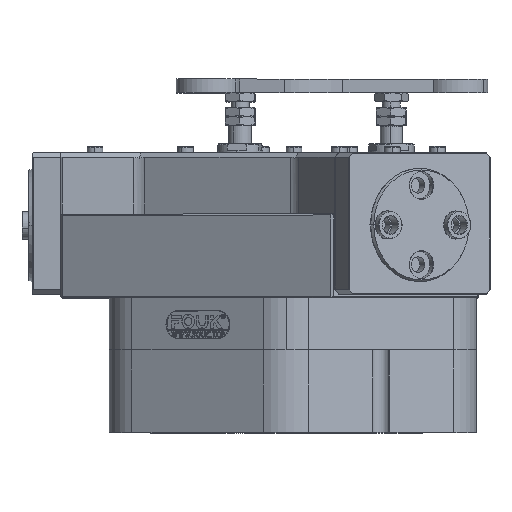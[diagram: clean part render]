
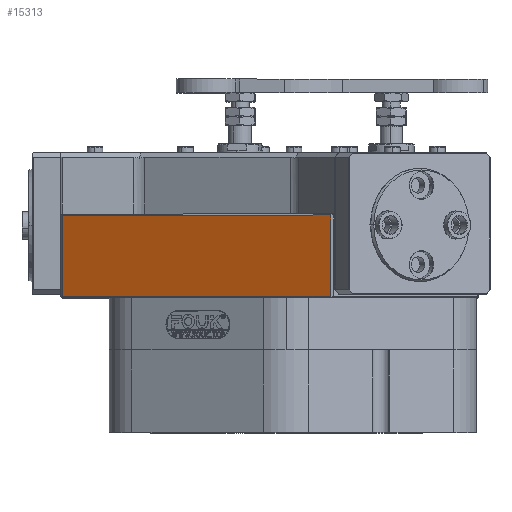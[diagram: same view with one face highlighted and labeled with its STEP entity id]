
A CAD part, top view. The second image highlights one B-rep face of the part: STEP entity #15313.
In plain terms, the highlighted planar face has unit normal (-0.5, 0, 0.866).
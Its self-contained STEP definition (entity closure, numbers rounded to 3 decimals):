
#221 = DIRECTION ( 'NONE',  ( 0.866, 0., 0.5 ) ) ;
#4404 = VECTOR ( 'NONE', #47425, 1000. ) ;
#4955 = LINE ( 'NONE', #35756, #38261 ) ;
#5918 = ORIENTED_EDGE ( 'NONE', *, *, #7127, .T. ) ;
#6907 = PLANE ( 'NONE',  #28452 ) ;
#6953 = CARTESIAN_POINT ( 'NONE',  ( -100.78, 59.4, 37.655 ) ) ;
#7127 = EDGE_CURVE ( 'NONE', #30413, #30082, #4955, .T. ) ;
#10854 = LINE ( 'NONE', #17805, #4404 ) ;
#12935 = EDGE_CURVE ( 'NONE', #17957, #30413, #18046, .T. ) ;
#14345 = FACE_OUTER_BOUND ( 'NONE', #21285, .T. ) ;
#14494 = CARTESIAN_POINT ( 'NONE',  ( -41.5, -91.541, 71.88 ) ) ;
#14677 = CARTESIAN_POINT ( 'NONE',  ( 17.78, 23.5, 106.106 ) ) ;
#15313 = ADVANCED_FACE ( 'NONE', ( #14345 ), #6907, .T. ) ;
#17805 = CARTESIAN_POINT ( 'NONE',  ( -41.5, 23.5, 71.88 ) ) ;
#17957 = VERTEX_POINT ( 'NONE', #14677 ) ;
#18046 = LINE ( 'NONE', #37201, #34359 ) ;
#19118 = DIRECTION ( 'NONE',  ( 0., 1., 0. ) ) ;
#19123 = VECTOR ( 'NONE', #25905, 1000. ) ;
#21285 = EDGE_LOOP ( 'NONE', ( #5918, #26039, #40033, #23912 ) ) ;
#21853 = CARTESIAN_POINT ( 'NONE',  ( -100.78, 23.5, 37.655 ) ) ;
#23912 = ORIENTED_EDGE ( 'NONE', *, *, #12935, .T. ) ;
#24695 = EDGE_CURVE ( 'NONE', #30082, #44152, #38910, .T. ) ;
#25905 = DIRECTION ( 'NONE',  ( 0., -1., 0. ) ) ;
#26039 = ORIENTED_EDGE ( 'NONE', *, *, #24695, .T. ) ;
#26321 = EDGE_CURVE ( 'NONE', #44152, #17957, #10854, .T. ) ;
#28452 = AXIS2_PLACEMENT_3D ( 'NONE', #14494, #29972, #221 ) ;
#29972 = DIRECTION ( 'NONE',  ( -0.5, 0., 0.866 ) ) ;
#30082 = VERTEX_POINT ( 'NONE', #6953 ) ;
#30413 = VERTEX_POINT ( 'NONE', #36985 ) ;
#31692 = DIRECTION ( 'NONE',  ( -0.866, 0., -0.5 ) ) ;
#34359 = VECTOR ( 'NONE', #19118, 1000. ) ;
#35756 = CARTESIAN_POINT ( 'NONE',  ( -41.5, 59.4, 71.88 ) ) ;
#36985 = CARTESIAN_POINT ( 'NONE',  ( 17.78, 59.4, 106.106 ) ) ;
#37201 = CARTESIAN_POINT ( 'NONE',  ( 17.78, -91.541, 106.106 ) ) ;
#38261 = VECTOR ( 'NONE', #31692, 1000. ) ;
#38910 = LINE ( 'NONE', #40002, #19123 ) ;
#40002 = CARTESIAN_POINT ( 'NONE',  ( -100.78, -91.541, 37.655 ) ) ;
#40033 = ORIENTED_EDGE ( 'NONE', *, *, #26321, .T. ) ;
#44152 = VERTEX_POINT ( 'NONE', #21853 ) ;
#47425 = DIRECTION ( 'NONE',  ( 0.866, 0., 0.5 ) ) ;
